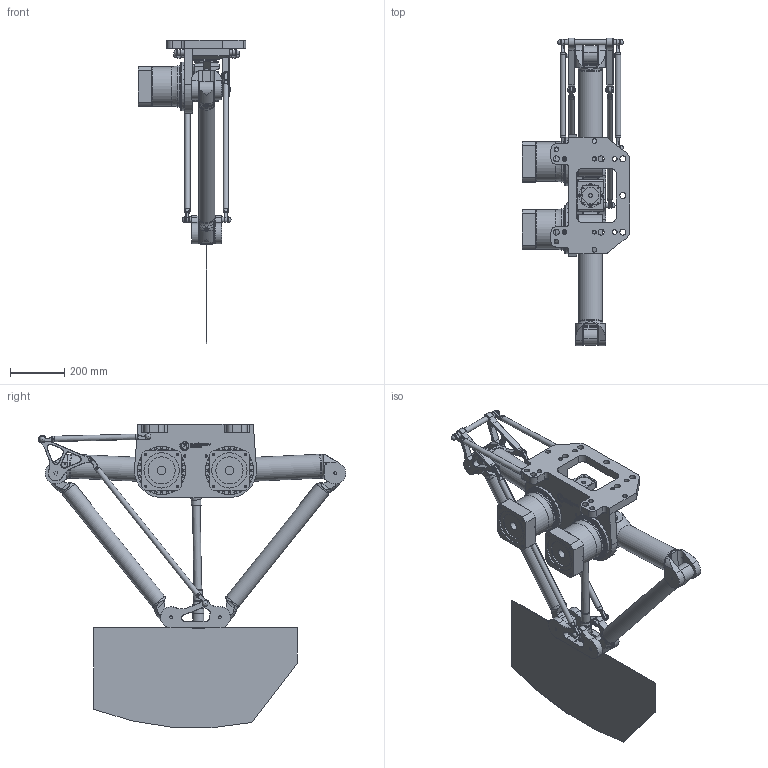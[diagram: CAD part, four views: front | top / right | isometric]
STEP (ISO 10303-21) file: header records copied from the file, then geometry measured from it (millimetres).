
FILE_DESCRIPTION(/* description */ (''),/* implementation_level */ '2;1');
FILE_NAME(/* name */ '3D-model_A_00928-T1.stp',/* time_stamp */ '2025-03-10T09:00:54+01:00',/* author */ ('michael.schutter'),/* organization */ ('Majatronic'),/* preprocessor_version */ 'ST-DEVELOPER v19.2',/* originating_system */ 'Autodesk Inventor 2023',/* authorisation */ '');
FILE_SCHEMA (('AUTOMOTIVE_DESIGN { 1 0 10303 214 3 1 1 }'));
Products named in the file (17): A_00928-T1_DUMMY; MT_WST00068482MT_WST; MT_WST00113244; MT_WST00101308; MT_WST00068491MT_WST; MT_WST00066994MT_WST; MT_WST00068499MT_WST; MT_WST00106864; MT_WST00060925MT_WST; MT_WST00065790MT_WST; MT_WST00065782MT_WST; MT_WST00065791MT_WST; MT_WST00068559MT_WST; MT_WST00113255 Oberarm DUMMY; MT_WST00113256 Oberarm DUMMY; MT_WST00119256; MT_WST00100262
Assembly tree (20 placements, depth 2):
  A_00928-T1_DUMMY
    MT_WST00068482MT_WST
    MT_WST00113244
    MT_WST00101308
    MT_WST00068491MT_WST
    MT_WST00066994MT_WST
    MT_WST00068499MT_WST
    MT_WST00106864
    MT_WST00060925MT_WST
    MT_WST00065790MT_WST  x2
    MT_WST00065782MT_WST  x2
    MT_WST00065791MT_WST  x2
    MT_WST00068559MT_WST  x2
    MT_WST00113255 Oberarm DUMMY
    MT_WST00113256 Oberarm DUMMY
    MT_WST00119256
    MT_WST00100262
Bounding box: 395.5 x 1133.73 x 1118.23 mm (x, y, z)
Volume: 25165054.7 mm3; surface area: 2632800.6 mm2
Topology: 20 solids, 23 shells, 2406 faces, 5553 edges, 3547 vertices
Faces by surface type: plane 1131, cylinder 804, cone 330, torus 105, bspline 26, sphere 10
Full cylindrical faces by diameter (mm): 4 x8, 4.134 x6, 4.35 x8, 4.5 x8, 4.917 x17, 5 x6, 6 x49, 6.6 x48, 6.647 x6, 7 x8, 8 x2, 8.376 x34, 10 x87, 12 x5, 14 x2, 15 x5, 15.4 x2, 17.294 x8, 18 x16, 19.98 x8, 20 x28, 22 x7, 25 x2, 26 x2, 28 x3, 32 x10, 33 x1, 35 x1, 40 x6, 44 x2
Entity records: 64818 total; most frequent: CARTESIAN_POINT 15172, DIRECTION 10449, ORIENTED_EDGE 9358, EDGE_CURVE 4679, AXIS2_PLACEMENT_3D 3941, VERTEX_POINT 3017, LINE 2567, VECTOR 2567
